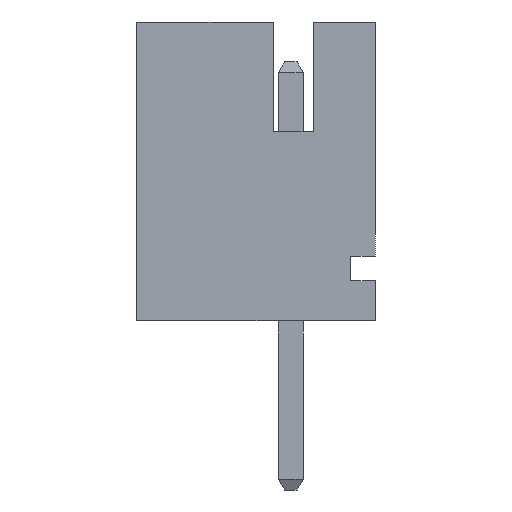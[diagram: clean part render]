
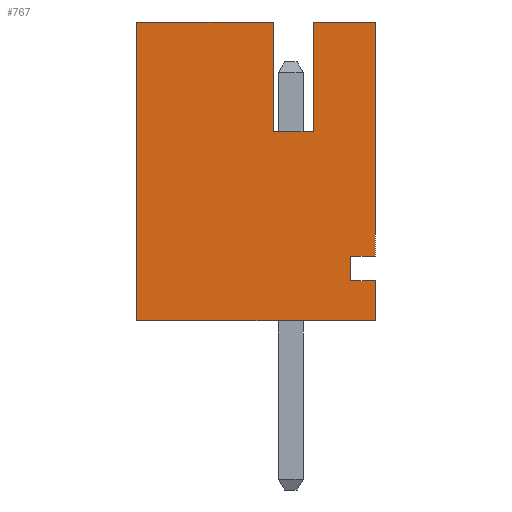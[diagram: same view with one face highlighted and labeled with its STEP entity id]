
A CAD part, left-side view. The second image highlights one B-rep face of the part: STEP entity #767.
In plain terms, the highlighted planar face has unit normal (-1, 0, 0).
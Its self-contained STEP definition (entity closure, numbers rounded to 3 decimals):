
#767=ADVANCED_FACE('',(#1563),#1565,.T.);
#1563=FACE_BOUND('',#1564,.T.);
#1564=EDGE_LOOP('',(#2212,#2213,#2214,#2215,#2216,#2217,#2218,#2219,#2220,#2221,
#2222,#2223));
#1565=PLANE('',#1566);
#1566=AXIS2_PLACEMENT_3D('',#1567,#1568,#1569);
#1567=CARTESIAN_POINT('',(-18.,3.1,0.));
#1568=DIRECTION('',(-1.,0.,0.));
#1569=DIRECTION('',(0.,-1.,0.));
#2212=ORIENTED_EDGE('',*,*,#2646,.T.);
#2213=ORIENTED_EDGE('',*,*,#2647,.T.);
#2214=ORIENTED_EDGE('',*,*,#2648,.F.);
#2215=ORIENTED_EDGE('',*,*,#2604,.F.);
#2216=ORIENTED_EDGE('',*,*,#2638,.T.);
#2217=ORIENTED_EDGE('',*,*,#2645,.T.);
#2218=ORIENTED_EDGE('',*,*,#2649,.T.);
#2219=ORIENTED_EDGE('',*,*,#2650,.T.);
#2220=ORIENTED_EDGE('',*,*,#2651,.T.);
#2221=ORIENTED_EDGE('',*,*,#2652,.T.);
#2222=ORIENTED_EDGE('',*,*,#2653,.F.);
#2223=ORIENTED_EDGE('',*,*,#2654,.T.);
#2604=EDGE_CURVE('',#2961,#2963,#2964,.T.);
#2638=EDGE_CURVE('',#2961,#3004,#3006,.T.);
#2645=EDGE_CURVE('',#3004,#3017,#3019,.T.);
#2646=EDGE_CURVE('',#3020,#3021,#3022,.F.);
#2647=EDGE_CURVE('',#3021,#3023,#3024,.F.);
#2648=EDGE_CURVE('',#2963,#3023,#3025,.T.);
#2649=EDGE_CURVE('',#3017,#3026,#3027,.F.);
#2650=EDGE_CURVE('',#3026,#3028,#3029,.T.);
#2651=EDGE_CURVE('',#3028,#3030,#3031,.F.);
#2652=EDGE_CURVE('',#3030,#3032,#3033,.T.);
#2653=EDGE_CURVE('',#3034,#3032,#3035,.T.);
#2654=EDGE_CURVE('',#3034,#3020,#3036,.F.);
#2961=VERTEX_POINT('',#3611);
#2963=VERTEX_POINT('',#3615);
#2964=LINE('',#3616,#3617);
#3004=VERTEX_POINT('',#3722);
#3006=LINE('',#3726,#3727);
#3017=VERTEX_POINT('',#3749);
#3019=LINE('',#3753,#3754);
#3020=VERTEX_POINT('',#3756);
#3021=VERTEX_POINT('',#3757);
#3022=LINE('',#3758,#3759);
#3023=VERTEX_POINT('',#3761);
#3024=LINE('',#3762,#3763);
#3025=LINE('',#3765,#3766);
#3026=VERTEX_POINT('',#3768);
#3027=LINE('',#3769,#3770);
#3028=VERTEX_POINT('',#3772);
#3029=LINE('',#3773,#3774);
#3030=VERTEX_POINT('',#3776);
#3031=LINE('',#3777,#3778);
#3032=VERTEX_POINT('',#3780);
#3033=LINE('',#3781,#3782);
#3034=VERTEX_POINT('',#3784);
#3035=LINE('',#3785,#3786);
#3036=LINE('',#3788,#3789);
#3611=CARTESIAN_POINT('',(-18.,3.1,0.));
#3615=CARTESIAN_POINT('',(-18.,3.1,6.));
#3616=CARTESIAN_POINT('',(-18.,3.1,0.));
#3617=VECTOR('',#3618,1.);
#3618=DIRECTION('',(0.,0.,1.));
#3722=CARTESIAN_POINT('',(-18.,-1.7,0.));
#3726=CARTESIAN_POINT('',(-18.,3.1,0.));
#3727=VECTOR('',#3728,1.);
#3728=DIRECTION('',(0.,-1.,0.));
#3749=CARTESIAN_POINT('',(-18.,-1.7,0.8));
#3753=CARTESIAN_POINT('',(-18.,-1.7,0.));
#3754=VECTOR('',#3755,1.);
#3755=DIRECTION('',(0.,0.,1.));
#3756=CARTESIAN_POINT('',(-18.,-0.45,3.8));
#3757=CARTESIAN_POINT('',(-18.,0.35,3.8));
#3758=CARTESIAN_POINT('',(-18.,0.35,3.8));
#3759=VECTOR('',#3760,1.);
#3760=DIRECTION('',(0.,-1.,0.));
#3761=CARTESIAN_POINT('',(-18.,0.35,6.));
#3762=CARTESIAN_POINT('',(-18.,0.35,6.));
#3763=VECTOR('',#3764,1.);
#3764=DIRECTION('',(0.,0.,-1.));
#3765=CARTESIAN_POINT('',(-18.,3.1,6.));
#3766=VECTOR('',#3767,1.);
#3767=DIRECTION('',(0.,-1.,0.));
#3768=CARTESIAN_POINT('',(-18.,-1.2,0.8));
#3769=CARTESIAN_POINT('',(-18.,-1.2,0.8));
#3770=VECTOR('',#3771,1.);
#3771=DIRECTION('',(0.,-1.,0.));
#3772=CARTESIAN_POINT('',(-18.,-1.2,1.3));
#3773=CARTESIAN_POINT('',(-18.,-1.2,0.8));
#3774=VECTOR('',#3775,1.);
#3775=DIRECTION('',(0.,0.,1.));
#3776=CARTESIAN_POINT('',(-18.,-1.7,1.3));
#3777=CARTESIAN_POINT('',(-18.,-1.7,1.3));
#3778=VECTOR('',#3779,1.);
#3779=DIRECTION('',(0.,1.,0.));
#3780=CARTESIAN_POINT('',(-18.,-1.7,6.));
#3781=CARTESIAN_POINT('',(-18.,-1.7,1.3));
#3782=VECTOR('',#3783,1.);
#3783=DIRECTION('',(0.,0.,1.));
#3784=CARTESIAN_POINT('',(-18.,-0.45,6.));
#3785=CARTESIAN_POINT('',(-18.,-0.45,6.));
#3786=VECTOR('',#3787,1.);
#3787=DIRECTION('',(0.,-1.,0.));
#3788=CARTESIAN_POINT('',(-18.,-0.45,3.8));
#3789=VECTOR('',#3790,1.);
#3790=DIRECTION('',(0.,0.,1.));
